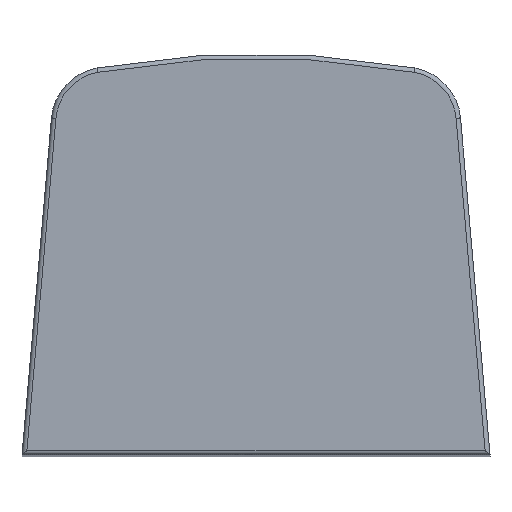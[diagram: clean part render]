
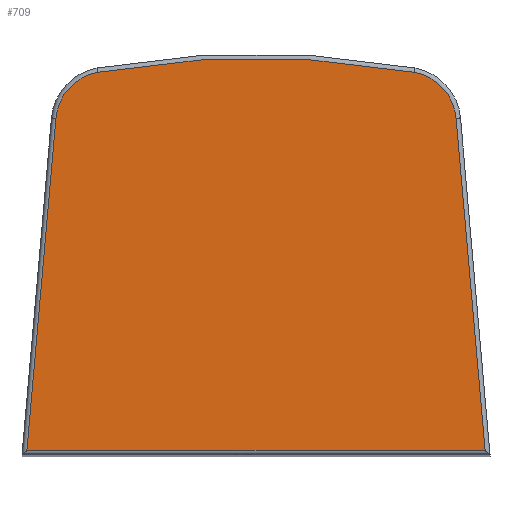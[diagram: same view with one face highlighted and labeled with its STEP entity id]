
A CAD part, top view. The second image highlights one B-rep face of the part: STEP entity #709.
In plain terms, the highlighted planar face has unit normal (0, 0, 1).
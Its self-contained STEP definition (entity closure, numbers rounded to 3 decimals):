
#197=DIRECTION('',(1.,0.,0.));
#198=VECTOR('',#197,20.563);
#199=CARTESIAN_POINT('',(-10.282,-8.8,50.));
#200=LINE('',#199,#198);
#204=DIRECTION('',(-0.087,-0.996,0.));
#205=VECTOR('',#204,14.956);
#206=CARTESIAN_POINT('',(-8.978,6.099,50.));
#207=LINE('',#206,#205);
#211=CARTESIAN_POINT('',(-6.687,5.899,50.));
#212=DIRECTION('',(0.,0.,1.));
#213=DIRECTION('',(-0.178,0.984,0.));
#214=AXIS2_PLACEMENT_3D('',#211,#212,#213);
#219=CARTESIAN_POINT('',(0.,-31.,50.));
#220=DIRECTION('',(0.,0.,1.));
#221=DIRECTION('',(0.178,0.984,0.));
#222=AXIS2_PLACEMENT_3D('',#219,#220,#221);
#227=CARTESIAN_POINT('',(6.687,5.899,50.));
#228=DIRECTION('',(0.,0.,1.));
#229=DIRECTION('',(0.996,0.087,0.));
#230=AXIS2_PLACEMENT_3D('',#227,#228,#229);
#235=DIRECTION('',(-0.087,0.996,0.));
#236=VECTOR('',#235,14.956);
#237=CARTESIAN_POINT('',(10.282,-8.8,50.));
#238=LINE('',#237,#236);
#491=CARTESIAN_POINT('',(-10.282,-8.8,50.));
#492=CARTESIAN_POINT('',(10.282,-8.8,50.));
#493=VERTEX_POINT('',#491);
#494=VERTEX_POINT('',#492);
#495=CARTESIAN_POINT('',(8.978,6.099,50.));
#496=VERTEX_POINT('',#495);
#499=CARTESIAN_POINT('',(7.097,8.162,50.));
#500=VERTEX_POINT('',#499);
#503=CARTESIAN_POINT('',(-7.097,8.162,50.));
#504=VERTEX_POINT('',#503);
#507=CARTESIAN_POINT('',(-8.978,6.099,50.));
#508=VERTEX_POINT('',#507);
#691=CARTESIAN_POINT('',(0.,0.,50.));
#692=DIRECTION('',(0.,0.,1.));
#693=DIRECTION('',(1.,0.,0.));
#694=AXIS2_PLACEMENT_3D('',#691,#692,#693);
#695=PLANE('',#694);
#697=ORIENTED_EDGE('',*,*,#696,.F.);
#699=ORIENTED_EDGE('',*,*,#698,.F.);
#701=ORIENTED_EDGE('',*,*,#700,.F.);
#703=ORIENTED_EDGE('',*,*,#702,.F.);
#705=ORIENTED_EDGE('',*,*,#704,.F.);
#706=ORIENTED_EDGE('',*,*,#681,.F.);
#707=EDGE_LOOP('',(#697,#699,#701,#703,#705,#706));
#708=FACE_OUTER_BOUND('',#707,.F.);
#709=ADVANCED_FACE('',(#708),#695,.T.);
#215=CIRCLE('',#214,2.3);
#223=CIRCLE('',#222,39.8);
#231=CIRCLE('',#230,2.3);
#681=EDGE_CURVE('',#494,#496,#238,.T.);
#696=EDGE_CURVE('',#493,#494,#200,.T.);
#698=EDGE_CURVE('',#508,#493,#207,.T.);
#700=EDGE_CURVE('',#504,#508,#215,.T.);
#702=EDGE_CURVE('',#500,#504,#223,.T.);
#704=EDGE_CURVE('',#496,#500,#231,.T.);
